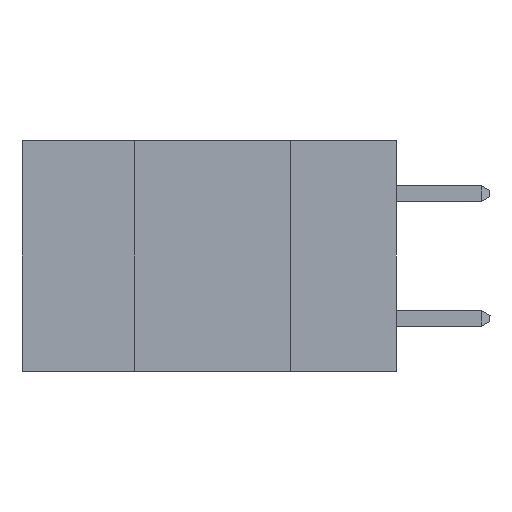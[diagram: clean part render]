
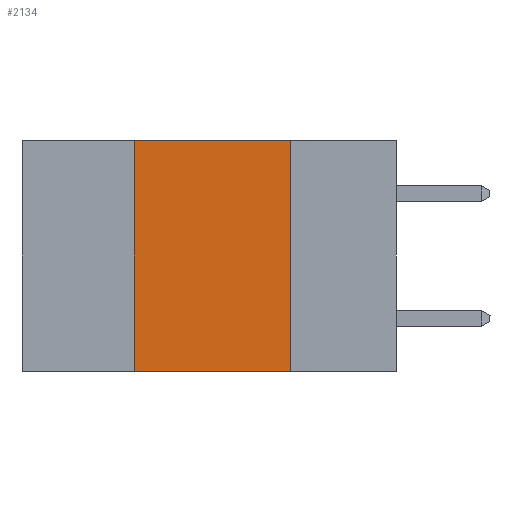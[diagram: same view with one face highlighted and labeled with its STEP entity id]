
A CAD part, left-side view. The second image highlights one B-rep face of the part: STEP entity #2134.
In plain terms, the highlighted planar face has unit normal (-1, 0, 0).
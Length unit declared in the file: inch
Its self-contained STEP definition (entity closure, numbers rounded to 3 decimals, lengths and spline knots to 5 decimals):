
#315 = CARTESIAN_POINT ( 'NONE',  ( 0., 0.6, 0. ) ) ;
#806 = PLANE ( 'NONE',  #12102 ) ;
#1186 = CARTESIAN_POINT ( 'NONE',  ( 0., 0.6, 0. ) ) ;
#1391 = CARTESIAN_POINT ( 'NONE',  ( 0., 0.42, -0.37 ) ) ;
#1542 = LINE ( 'NONE', #9789, #6943 ) ;
#2134 = ADVANCED_FACE ( 'NONE', ( #3048 ), #806, .F. ) ;
#2399 = EDGE_CURVE ( 'NONE', #7720, #7600, #7634, .T. ) ;
#2625 = VERTEX_POINT ( 'NONE', #10515 ) ;
#3048 = FACE_OUTER_BOUND ( 'NONE', #9396, .T. ) ;
#3231 = DIRECTION ( 'NONE',  ( 1., 0., 0. ) ) ;
#3649 = CARTESIAN_POINT ( 'NONE',  ( 0., 0.17, 0. ) ) ;
#3872 = CARTESIAN_POINT ( 'NONE',  ( 0., 0.42, 0. ) ) ;
#3920 = VERTEX_POINT ( 'NONE', #8498 ) ;
#3945 = DIRECTION ( 'NONE',  ( 0., 0., -1. ) ) ;
#4353 = VECTOR ( 'NONE', #11369, 39.37008 ) ;
#6466 = EDGE_CURVE ( 'NONE', #2625, #3920, #1542, .T. ) ;
#6943 = VECTOR ( 'NONE', #7862, 39.37008 ) ;
#7271 = DIRECTION ( 'NONE',  ( 0., -1., 0. ) ) ;
#7338 = LINE ( 'NONE', #1391, #4353 ) ;
#7524 = VECTOR ( 'NONE', #12447, 39.37008 ) ;
#7600 = VERTEX_POINT ( 'NONE', #3649 ) ;
#7634 = LINE ( 'NONE', #1186, #10229 ) ;
#7720 = VERTEX_POINT ( 'NONE', #3872 ) ;
#7784 = ORIENTED_EDGE ( 'NONE', *, *, #10045, .F. ) ;
#7841 = LINE ( 'NONE', #11479, #7524 ) ;
#7862 = DIRECTION ( 'NONE',  ( 0., -1., 0. ) ) ;
#8081 = ORIENTED_EDGE ( 'NONE', *, *, #6466, .T. ) ;
#8498 = CARTESIAN_POINT ( 'NONE',  ( 0., 0.17, -0.37 ) ) ;
#8909 = EDGE_CURVE ( 'NONE', #7600, #3920, #7841, .T. ) ;
#9396 = EDGE_LOOP ( 'NONE', ( #12320, #10071, #7784, #8081 ) ) ;
#9789 = CARTESIAN_POINT ( 'NONE',  ( 0., 0.6, -0.37 ) ) ;
#10045 = EDGE_CURVE ( 'NONE', #2625, #7720, #7338, .T. ) ;
#10071 = ORIENTED_EDGE ( 'NONE', *, *, #2399, .F. ) ;
#10229 = VECTOR ( 'NONE', #7271, 39.37008 ) ;
#10515 = CARTESIAN_POINT ( 'NONE',  ( 0., 0.42, -0.37 ) ) ;
#11369 = DIRECTION ( 'NONE',  ( 0., 0., 1. ) ) ;
#11479 = CARTESIAN_POINT ( 'NONE',  ( 0., 0.17, -0.37 ) ) ;
#12102 = AXIS2_PLACEMENT_3D ( 'NONE', #315, #3231, #3945 ) ;
#12320 = ORIENTED_EDGE ( 'NONE', *, *, #8909, .F. ) ;
#12447 = DIRECTION ( 'NONE',  ( 0., 0., -1. ) ) ;
